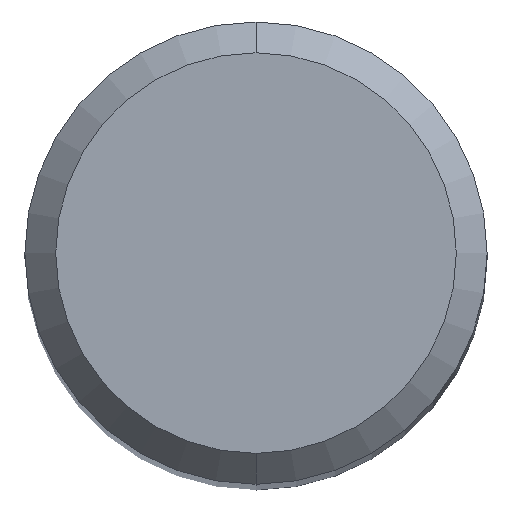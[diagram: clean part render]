
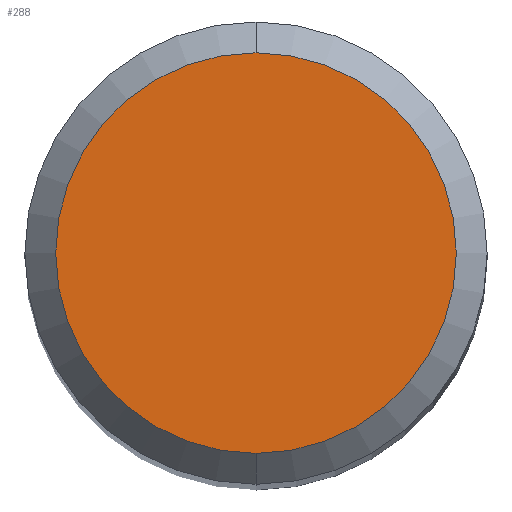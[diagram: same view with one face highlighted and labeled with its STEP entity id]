
A CAD part, top view. The second image highlights one B-rep face of the part: STEP entity #288.
In plain terms, the highlighted planar face has unit normal (0, 0, 1).
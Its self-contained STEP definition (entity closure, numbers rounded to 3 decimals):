
#218=EDGE_CURVE('',#418,#236,#517,.T.);
#230=EDGE_CURVE('',#236,#418,#529,.T.);
#236=VERTEX_POINT('',#536);
#288=ADVANCED_FACE('',(#596),#597,.T.);
#418=VERTEX_POINT('',#735);
#517=CIRCLE('',#912,2.6);
#529=CIRCLE('',#930,2.6);
#536=CARTESIAN_POINT('',(0.0,2.6,0.0));
#596=FACE_OUTER_BOUND('',#1042,.T.);
#597=PLANE('',#1043);
#735=CARTESIAN_POINT('',(0.,-2.6,0.0));
#912=AXIS2_PLACEMENT_3D('',#1466,#1467,#1468);
#930=AXIS2_PLACEMENT_3D('',#1474,#1475,#1476);
#1042=EDGE_LOOP('',(#1557,#1558));
#1043=AXIS2_PLACEMENT_3D('',#1559,#1560,#1561);
#1466=CARTESIAN_POINT('',(0.0,0.0,0.0));
#1467=DIRECTION('',(0.0,0.0,-1.0));
#1468=DIRECTION('',(0.0,1.0,0.0));
#1474=CARTESIAN_POINT('',(0.0,0.0,0.0));
#1475=DIRECTION('',(0.0,0.0,-1.0));
#1476=DIRECTION('',(0.0,1.0,0.0));
#1557=ORIENTED_EDGE('',*,*,#230,.F.);
#1558=ORIENTED_EDGE('',*,*,#218,.F.);
#1559=CARTESIAN_POINT('',(0.0,1.3,0.0));
#1560=DIRECTION('',(-0.0,0.0,1.0));
#1561=DIRECTION('',(0.0,-1.0,0.0));
